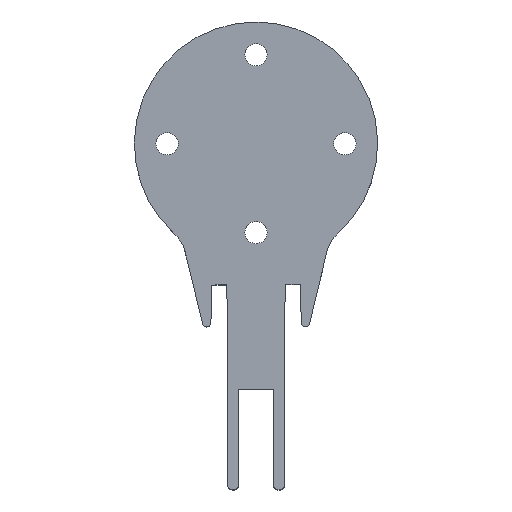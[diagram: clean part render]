
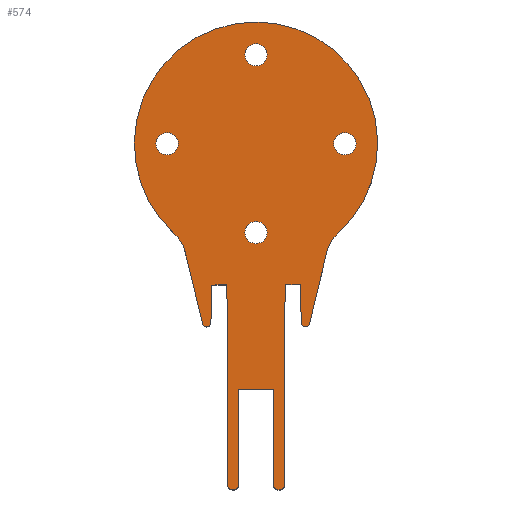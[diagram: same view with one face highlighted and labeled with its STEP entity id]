
A CAD part, top view. The second image highlights one B-rep face of the part: STEP entity #574.
In plain terms, the highlighted planar face has unit normal (0, 0, 1).
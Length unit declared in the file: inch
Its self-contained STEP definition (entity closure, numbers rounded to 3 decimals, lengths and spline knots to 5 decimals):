
#17=LINE('',#849,#71);
#21=LINE('',#856,#75);
#24=LINE('',#864,#78);
#28=LINE('',#871,#82);
#44=LINE('',#927,#98);
#48=LINE('',#937,#102);
#50=LINE('',#941,#104);
#51=LINE('',#945,#105);
#52=LINE('',#946,#106);
#53=LINE('',#950,#107);
#54=LINE('',#954,#108);
#55=LINE('',#956,#109);
#56=LINE('',#958,#110);
#57=LINE('',#960,#111);
#58=LINE('',#962,#112);
#71=VECTOR('',#683,0.3937);
#75=VECTOR('',#689,0.3937);
#78=VECTOR('',#694,0.3937);
#82=VECTOR('',#700,0.3937);
#98=VECTOR('',#750,0.3937);
#102=VECTOR('',#760,0.3937);
#104=VECTOR('',#764,0.3937);
#105=VECTOR('',#767,0.3937);
#106=VECTOR('',#768,0.3937);
#107=VECTOR('',#771,0.3937);
#108=VECTOR('',#774,0.3937);
#109=VECTOR('',#775,0.3937);
#110=VECTOR('',#776,0.3937);
#111=VECTOR('',#779,0.3937);
#112=VECTOR('',#780,0.3937);
#130=PLANE('',#633);
#148=FACE_BOUND('',#206,.T.);
#149=FACE_BOUND('',#207,.T.);
#150=FACE_BOUND('',#208,.T.);
#151=FACE_BOUND('',#209,.T.);
#167=FACE_OUTER_BOUND('',#205,.T.);
#205=EDGE_LOOP('',(#462,#463,#464,#465,#466,#467,#468,#469,#470,#471,#472,
#473,#474,#475,#476,#477,#478,#479,#480,#481,#482,#483,#484,#485));
#206=EDGE_LOOP('',(#486));
#207=EDGE_LOOP('',(#487));
#208=EDGE_LOOP('',(#488));
#209=EDGE_LOOP('',(#489));
#225=CIRCLE('',#599,0.03937);
#227=CIRCLE('',#602,0.03937);
#229=CIRCLE('',#605,0.03937);
#231=CIRCLE('',#608,0.03937);
#233=CIRCLE('',#615,0.125);
#235=CIRCLE('',#618,0.431);
#236=CIRCLE('',#620,0.125);
#244=CIRCLE('',#631,0.015);
#245=CIRCLE('',#634,0.015);
#246=CIRCLE('',#635,0.015);
#247=CIRCLE('',#636,0.015);
#248=CIRCLE('',#637,0.015);
#249=CIRCLE('',#638,0.015);
#251=VERTEX_POINT('',#825);
#253=VERTEX_POINT('',#830);
#255=VERTEX_POINT('',#835);
#257=VERTEX_POINT('',#840);
#260=VERTEX_POINT('',#846);
#261=VERTEX_POINT('',#848);
#263=VERTEX_POINT('',#854);
#266=VERTEX_POINT('',#861);
#267=VERTEX_POINT('',#863);
#269=VERTEX_POINT('',#869);
#272=VERTEX_POINT('',#876);
#273=VERTEX_POINT('',#878);
#275=VERTEX_POINT('',#884);
#276=VERTEX_POINT('',#888);
#292=VERTEX_POINT('',#926);
#293=VERTEX_POINT('',#930);
#294=VERTEX_POINT('',#931);
#295=VERTEX_POINT('',#936);
#296=VERTEX_POINT('',#940);
#297=VERTEX_POINT('',#942);
#298=VERTEX_POINT('',#944);
#299=VERTEX_POINT('',#947);
#300=VERTEX_POINT('',#949);
#301=VERTEX_POINT('',#951);
#302=VERTEX_POINT('',#953);
#303=VERTEX_POINT('',#955);
#304=VERTEX_POINT('',#957);
#305=VERTEX_POINT('',#961);
#307=EDGE_CURVE('',#251,#251,#225,.T.);
#309=EDGE_CURVE('',#253,#253,#227,.T.);
#311=EDGE_CURVE('',#255,#255,#229,.T.);
#313=EDGE_CURVE('',#257,#257,#231,.T.);
#316=EDGE_CURVE('',#260,#261,#17,.T.);
#320=EDGE_CURVE('',#263,#260,#21,.T.);
#323=EDGE_CURVE('',#266,#267,#24,.T.);
#327=EDGE_CURVE('',#269,#266,#28,.T.);
#330=EDGE_CURVE('',#272,#273,#233,.T.);
#334=EDGE_CURVE('',#275,#272,#235,.T.);
#335=EDGE_CURVE('',#276,#275,#236,.T.);
#355=EDGE_CURVE('',#273,#292,#44,.T.);
#357=EDGE_CURVE('',#293,#294,#244,.T.);
#360=EDGE_CURVE('',#294,#295,#48,.T.);
#362=EDGE_CURVE('',#296,#276,#50,.T.);
#363=EDGE_CURVE('',#297,#296,#245,.T.);
#364=EDGE_CURVE('',#298,#297,#51,.T.);
#365=EDGE_CURVE('',#267,#298,#52,.T.);
#366=EDGE_CURVE('',#299,#269,#246,.T.);
#367=EDGE_CURVE('',#300,#299,#53,.T.);
#368=EDGE_CURVE('',#301,#300,#247,.T.);
#369=EDGE_CURVE('',#301,#302,#54,.T.);
#370=EDGE_CURVE('',#302,#303,#55,.T.);
#371=EDGE_CURVE('',#303,#304,#56,.T.);
#372=EDGE_CURVE('',#295,#304,#248,.T.);
#373=EDGE_CURVE('',#261,#293,#57,.T.);
#374=EDGE_CURVE('',#305,#263,#58,.T.);
#375=EDGE_CURVE('',#292,#305,#249,.T.);
#462=ORIENTED_EDGE('',*,*,#362,.F.);
#463=ORIENTED_EDGE('',*,*,#363,.F.);
#464=ORIENTED_EDGE('',*,*,#364,.F.);
#465=ORIENTED_EDGE('',*,*,#365,.F.);
#466=ORIENTED_EDGE('',*,*,#323,.F.);
#467=ORIENTED_EDGE('',*,*,#327,.F.);
#468=ORIENTED_EDGE('',*,*,#366,.F.);
#469=ORIENTED_EDGE('',*,*,#367,.F.);
#470=ORIENTED_EDGE('',*,*,#368,.F.);
#471=ORIENTED_EDGE('',*,*,#369,.T.);
#472=ORIENTED_EDGE('',*,*,#370,.T.);
#473=ORIENTED_EDGE('',*,*,#371,.T.);
#474=ORIENTED_EDGE('',*,*,#372,.F.);
#475=ORIENTED_EDGE('',*,*,#360,.F.);
#476=ORIENTED_EDGE('',*,*,#357,.F.);
#477=ORIENTED_EDGE('',*,*,#373,.F.);
#478=ORIENTED_EDGE('',*,*,#316,.F.);
#479=ORIENTED_EDGE('',*,*,#320,.F.);
#480=ORIENTED_EDGE('',*,*,#374,.F.);
#481=ORIENTED_EDGE('',*,*,#375,.F.);
#482=ORIENTED_EDGE('',*,*,#355,.F.);
#483=ORIENTED_EDGE('',*,*,#330,.F.);
#484=ORIENTED_EDGE('',*,*,#334,.F.);
#485=ORIENTED_EDGE('',*,*,#335,.F.);
#486=ORIENTED_EDGE('',*,*,#307,.T.);
#487=ORIENTED_EDGE('',*,*,#309,.T.);
#488=ORIENTED_EDGE('',*,*,#311,.T.);
#489=ORIENTED_EDGE('',*,*,#313,.T.);
#574=ADVANCED_FACE('',(#167,#148,#149,#150,#151),#130,.T.);
#599=AXIS2_PLACEMENT_3D('',#826,#659,#660);
#602=AXIS2_PLACEMENT_3D('',#831,#665,#666);
#605=AXIS2_PLACEMENT_3D('',#836,#671,#672);
#608=AXIS2_PLACEMENT_3D('',#841,#677,#678);
#615=AXIS2_PLACEMENT_3D('',#879,#706,#707);
#618=AXIS2_PLACEMENT_3D('',#886,#714,#715);
#620=AXIS2_PLACEMENT_3D('',#889,#718,#719);
#631=AXIS2_PLACEMENT_3D('',#932,#754,#755);
#633=AXIS2_PLACEMENT_3D('',#939,#762,#763);
#634=AXIS2_PLACEMENT_3D('',#943,#765,#766);
#635=AXIS2_PLACEMENT_3D('',#948,#769,#770);
#636=AXIS2_PLACEMENT_3D('',#952,#772,#773);
#637=AXIS2_PLACEMENT_3D('',#959,#777,#778);
#638=AXIS2_PLACEMENT_3D('',#963,#781,#782);
#659=DIRECTION('center_axis',(0.,0.,-1.));
#660=DIRECTION('ref_axis',(1.,0.,0.));
#665=DIRECTION('center_axis',(0.,0.,-1.));
#666=DIRECTION('ref_axis',(1.,0.,0.));
#671=DIRECTION('center_axis',(0.,0.,-1.));
#672=DIRECTION('ref_axis',(1.,0.,0.));
#677=DIRECTION('center_axis',(0.,0.,-1.));
#678=DIRECTION('ref_axis',(1.,0.,0.));
#683=DIRECTION('',(-0.04,-0.999,0.));
#689=DIRECTION('',(-1.,-0.005,0.));
#694=DIRECTION('',(-0.04,0.999,0.));
#700=DIRECTION('',(0.,1.,0.));
#706=DIRECTION('center_axis',(0.,0.,1.));
#707=DIRECTION('ref_axis',(-0.859,0.512,0.));
#714=DIRECTION('center_axis',(0.,0.,-1.));
#715=DIRECTION('ref_axis',(-1.,0.,0.));
#718=DIRECTION('center_axis',(0.,0.,1.));
#719=DIRECTION('ref_axis',(0.859,0.512,0.));
#750=DIRECTION('',(-0.236,-0.972,0.));
#754=DIRECTION('center_axis',(0.,0.,-1.));
#755=DIRECTION('ref_axis',(0.707,-0.707,0.));
#760=DIRECTION('',(-1.,0.,0.));
#762=DIRECTION('center_axis',(0.,0.,1.));
#763=DIRECTION('ref_axis',(1.,0.,0.));
#764=DIRECTION('',(-0.235,0.972,0.));
#765=DIRECTION('center_axis',(0.,0.,-1.));
#766=DIRECTION('ref_axis',(0.108,-0.994,0.));
#767=DIRECTION('',(-0.02,-1.,0.));
#768=DIRECTION('',(-1.,-0.005,0.));
#769=DIRECTION('center_axis',(0.,0.,-1.));
#770=DIRECTION('ref_axis',(-0.707,-0.707,0.));
#771=DIRECTION('',(-1.,0.,0.));
#772=DIRECTION('center_axis',(0.,0.,-1.));
#773=DIRECTION('ref_axis',(0.707,-0.707,0.));
#774=DIRECTION('',(0.,1.,0.));
#775=DIRECTION('',(1.,0.,0.));
#776=DIRECTION('',(0.,-1.,0.));
#777=DIRECTION('center_axis',(0.,0.,-1.));
#778=DIRECTION('ref_axis',(-0.707,-0.707,0.));
#779=DIRECTION('',(0.,-1.,0.));
#780=DIRECTION('',(-0.02,1.,0.));
#781=DIRECTION('center_axis',(0.,0.,-1.));
#782=DIRECTION('ref_axis',(-0.109,-0.994,0.));
#825=CARTESIAN_POINT('',(-0.27585,0.90445,0.125));
#826=CARTESIAN_POINT('Origin',(-0.31522,0.90445,0.125));
#830=CARTESIAN_POINT('',(0.03911,0.58949,0.125));
#831=CARTESIAN_POINT('Origin',(-0.00026,0.58949,
0.125));
#835=CARTESIAN_POINT('',(0.03911,1.21942,0.125));
#836=CARTESIAN_POINT('Origin',(-0.00026,1.21942,0.125));
#840=CARTESIAN_POINT('',(0.35407,0.90445,0.125));
#841=CARTESIAN_POINT('Origin',(0.3147,0.90445,0.125));
#846=CARTESIAN_POINT('',(0.105,0.40502,0.125));
#848=CARTESIAN_POINT('',(0.1,0.28,0.125));
#849=CARTESIAN_POINT('',(0.1018,0.32491,0.125));
#854=CARTESIAN_POINT('',(0.15726,0.40531,0.125));
#856=CARTESIAN_POINT('',(0.1,0.405,0.125));
#861=CARTESIAN_POINT('',(-0.1,0.2789,0.125));
#863=CARTESIAN_POINT('',(-0.105,0.40387,0.125));
#864=CARTESIAN_POINT('',(-0.10182,0.32435,0.125));
#869=CARTESIAN_POINT('',(-0.1,-0.30744,0.125));
#871=CARTESIAN_POINT('',(-0.1,0.4039,0.125));
#876=CARTESIAN_POINT('',(0.28869,0.58466,0.125));
#878=CARTESIAN_POINT('',(0.25101,0.52136,0.125));
#879=CARTESIAN_POINT('Origin',(0.37249,0.49191,0.125));
#884=CARTESIAN_POINT('',(-0.28876,0.58425,0.125));
#886=CARTESIAN_POINT('Origin',(-0.00026,0.90445,
0.125));
#888=CARTESIAN_POINT('',(-0.25092,0.52073,0.125));
#889=CARTESIAN_POINT('Origin',(-0.37243,0.49139,0.125));
#926=CARTESIAN_POINT('',(0.18952,0.26777,0.125));
#927=CARTESIAN_POINT('',(0.16226,0.15533,0.125));
#930=CARTESIAN_POINT('',(0.1,-0.30744,0.125));
#931=CARTESIAN_POINT('',(0.085,-0.32244,0.125));
#932=CARTESIAN_POINT('Origin',(0.085,-0.30744,0.125));
#936=CARTESIAN_POINT('',(0.0775,-0.32244,0.125));
#937=CARTESIAN_POINT('',(-0.1,-0.32244,0.125));
#939=CARTESIAN_POINT('Origin',(-0.00007,0.31136,0.125));
#940=CARTESIAN_POINT('',(-0.18952,0.26643,0.125));
#941=CARTESIAN_POINT('',(-0.26789,0.591,0.125));
#942=CARTESIAN_POINT('',(-0.15994,0.26965,0.125));
#943=CARTESIAN_POINT('Origin',(-0.17494,0.26995,0.125));
#944=CARTESIAN_POINT('',(-0.15726,0.40359,0.125));
#945=CARTESIAN_POINT('',(-0.16226,0.15356,0.125));
#946=CARTESIAN_POINT('',(-0.15726,0.40359,0.125));
#947=CARTESIAN_POINT('',(-0.085,-0.32244,0.125));
#948=CARTESIAN_POINT('Origin',(-0.085,-0.30744,0.125));
#949=CARTESIAN_POINT('',(-0.0775,-0.32244,0.125));
#950=CARTESIAN_POINT('',(-0.1,-0.32244,0.125));
#951=CARTESIAN_POINT('',(-0.0625,-0.30744,0.125));
#952=CARTESIAN_POINT('Origin',(-0.0775,-0.30744,0.125));
#953=CARTESIAN_POINT('',(-0.0625,0.03189,0.125));
#954=CARTESIAN_POINT('',(-0.0625,0.17162,0.125));
#955=CARTESIAN_POINT('',(0.0625,0.03189,0.125));
#956=CARTESIAN_POINT('',(0.03122,0.03189,0.125));
#957=CARTESIAN_POINT('',(0.0625,-0.30744,0.125));
#958=CARTESIAN_POINT('',(0.0625,-0.18271,0.125));
#959=CARTESIAN_POINT('Origin',(0.0775,-0.30744,0.125));
#960=CARTESIAN_POINT('',(0.1,-0.32244,0.125));
#961=CARTESIAN_POINT('',(0.15995,0.271,0.125));
#962=CARTESIAN_POINT('',(0.15726,0.40531,0.125));
#963=CARTESIAN_POINT('Origin',(0.17494,0.2713,0.125));
